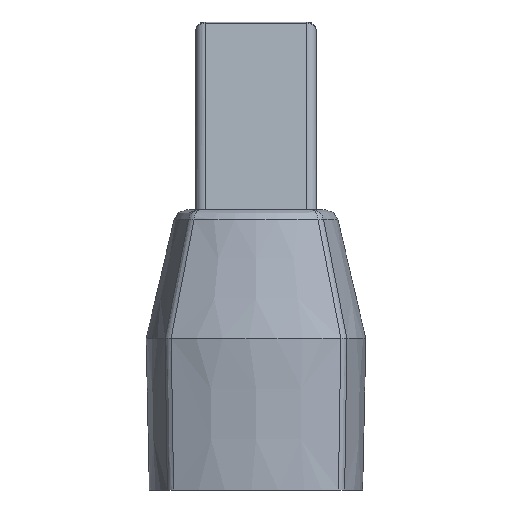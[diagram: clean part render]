
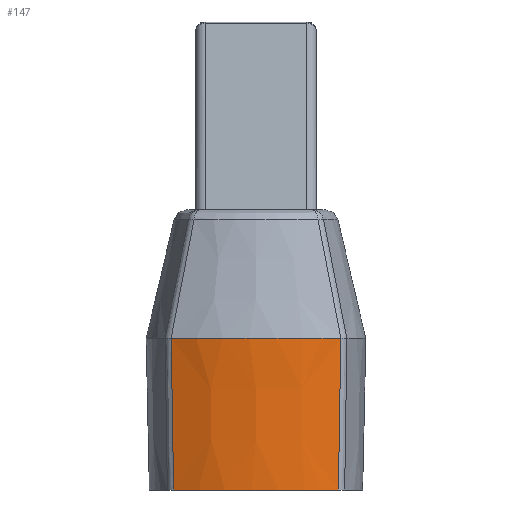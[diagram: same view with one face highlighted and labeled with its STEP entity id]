
A CAD part, left-side view. The second image highlights one B-rep face of the part: STEP entity #147.
In plain terms, the highlighted free-form (B-spline) face has degree [3, 3] with [10, 4] control points.
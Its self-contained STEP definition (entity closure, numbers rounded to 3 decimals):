
#147 = ADVANCED_FACE( '', ( #380 ), #381, .T. );
#380 = FACE_OUTER_BOUND( '', #740, .T. );
#381 = B_SPLINE_SURFACE_WITH_KNOTS( '', 3, 3, ( ( #741, #742, #743, #744 ), ( #745, #746, #747, #748 ), ( #749, #750, #751, #752 ), ( #753, #754, #755, #756 ), ( #757, #758, #759, #760 ), ( #761, #762, #763, #764 ), ( #765, #766, #767, #768 ), ( #769, #770, #771, #772 ), ( #773, #774, #775, #776 ), ( #777, #778, #779, #780 ) ), .UNSPECIFIED., .F., .F., .F., ( 4, 2, 2, 2, 4 ), ( 4, 4 ), ( 0., 0.25, 0.5, 0.75, 1. ), ( 0., 1. ), .UNSPECIFIED. );
#740 = EDGE_LOOP( '', ( #2649, #2650, #2651, #2652 ) );
#741 = CARTESIAN_POINT( '', ( -13.612, 13.612, 0. ) );
#742 = CARTESIAN_POINT( '', ( -13.73, 13.73, 7.933 ) );
#743 = CARTESIAN_POINT( '', ( -13.848, 13.848, 15.867 ) );
#744 = CARTESIAN_POINT( '', ( -13.965, 13.965, 23.8 ) );
#745 = CARTESIAN_POINT( '', ( -14.64, 11.501, 0. ) );
#746 = CARTESIAN_POINT( '', ( -14.774, 11.602, 7.933 ) );
#747 = CARTESIAN_POINT( '', ( -14.907, 11.704, 15.867 ) );
#748 = CARTESIAN_POINT( '', ( -15.041, 11.806, 23.8 ) );
#749 = CARTESIAN_POINT( '', ( -15.428, 9.273, 0. ) );
#750 = CARTESIAN_POINT( '', ( -15.574, 9.356, 7.933 ) );
#751 = CARTESIAN_POINT( '', ( -15.72, 9.439, 15.867 ) );
#752 = CARTESIAN_POINT( '', ( -15.865, 9.522, 23.8 ) );
#753 = CARTESIAN_POINT( '', ( -16.483, 4.696, 0. ) );
#754 = CARTESIAN_POINT( '', ( -16.645, 4.739, 7.933 ) );
#755 = CARTESIAN_POINT( '', ( -16.808, 4.782, 15.867 ) );
#756 = CARTESIAN_POINT( '', ( -16.97, 4.825, 23.8 ) );
#757 = CARTESIAN_POINT( '', ( -16.75, 2.348, 0. ) );
#758 = CARTESIAN_POINT( '', ( -16.917, 2.37, 7.933 ) );
#759 = CARTESIAN_POINT( '', ( -17.083, 2.391, 15.867 ) );
#760 = CARTESIAN_POINT( '', ( -17.25, 2.412, 23.8 ) );
#761 = CARTESIAN_POINT( '', ( -16.75, -2.348, 0. ) );
#762 = CARTESIAN_POINT( '', ( -16.917, -2.37, 7.933 ) );
#763 = CARTESIAN_POINT( '', ( -17.083, -2.391, 15.867 ) );
#764 = CARTESIAN_POINT( '', ( -17.25, -2.412, 23.8 ) );
#765 = CARTESIAN_POINT( '', ( -16.483, -4.696, 0. ) );
#766 = CARTESIAN_POINT( '', ( -16.645, -4.739, 7.933 ) );
#767 = CARTESIAN_POINT( '', ( -16.808, -4.782, 15.867 ) );
#768 = CARTESIAN_POINT( '', ( -16.97, -4.825, 23.8 ) );
#769 = CARTESIAN_POINT( '', ( -15.428, -9.273, 0. ) );
#770 = CARTESIAN_POINT( '', ( -15.574, -9.356, 7.933 ) );
#771 = CARTESIAN_POINT( '', ( -15.72, -9.439, 15.867 ) );
#772 = CARTESIAN_POINT( '', ( -15.865, -9.522, 23.8 ) );
#773 = CARTESIAN_POINT( '', ( -14.64, -11.501, 0. ) );
#774 = CARTESIAN_POINT( '', ( -14.774, -11.602, 7.933 ) );
#775 = CARTESIAN_POINT( '', ( -14.907, -11.704, 15.867 ) );
#776 = CARTESIAN_POINT( '', ( -15.041, -11.806, 23.8 ) );
#777 = CARTESIAN_POINT( '', ( -13.612, -13.612, 0. ) );
#778 = CARTESIAN_POINT( '', ( -13.73, -13.73, 7.933 ) );
#779 = CARTESIAN_POINT( '', ( -13.848, -13.848, 15.867 ) );
#780 = CARTESIAN_POINT( '', ( -13.965, -13.965, 23.8 ) );
#2649 = ORIENTED_EDGE( '', *, *, #3410, .T. );
#2650 = ORIENTED_EDGE( '', *, *, #3411, .T. );
#2651 = ORIENTED_EDGE( '', *, *, #3412, .F. );
#2652 = ORIENTED_EDGE( '', *, *, #3413, .T. );
#3410 = EDGE_CURVE( '', #3775, #3776, #3777, .T. );
#3411 = EDGE_CURVE( '', #3776, #3778, #3779, .T. );
#3412 = EDGE_CURVE( '', #3780, #3778, #3781, .T. );
#3413 = EDGE_CURVE( '', #3780, #3775, #3782, .T. );
#3775 = VERTEX_POINT( '', #4320 );
#3776 = VERTEX_POINT( '', #4321 );
#3777 = B_SPLINE_CURVE_WITH_KNOTS( '', 3, ( #4322, #4323, #4324, #4325, #4326, #4327, #4328, #4329, #4330, #4331 ), .UNSPECIFIED., .F., .F., ( 4, 2, 2, 2, 4 ), ( 0.026, 0.25, 0.5, 0.75, 0.974 ), .UNSPECIFIED. );
#3778 = VERTEX_POINT( '', #4332 );
#3779 = B_SPLINE_CURVE_WITH_KNOTS( '', 3, ( #4333, #4334, #4335, #4336 ), .UNSPECIFIED., .F., .F., ( 4, 4 ), ( 0., 0.024 ), .UNSPECIFIED. );
#3780 = VERTEX_POINT( '', #4337 );
#3781 = B_SPLINE_CURVE_WITH_KNOTS( '', 3, ( #4338, #4339, #4340, #4341, #4342, #4343, #4344, #4345, #4346, #4347 ), .UNSPECIFIED., .F., .F., ( 4, 2, 2, 2, 4 ), ( 0.025, 0.25, 0.5, 0.75, 0.975 ), .UNSPECIFIED. );
#3782 = B_SPLINE_CURVE_WITH_KNOTS( '', 3, ( #4348, #4349, #4350, #4351 ), .UNSPECIFIED., .F., .F., ( 4, 4 ), ( 0., 0.024 ), .UNSPECIFIED. );
#4320 = CARTESIAN_POINT( '', ( -13.928, 12.942, 0. ) );
#4321 = CARTESIAN_POINT( '', ( -13.928, -12.942, 0. ) );
#4322 = CARTESIAN_POINT( '', ( -13.928, 12.942, 0. ) );
#4323 = CARTESIAN_POINT( '', ( -14.803, 11.032, 0. ) );
#4324 = CARTESIAN_POINT( '', ( -15.483, 9.032, 0. ) );
#4325 = CARTESIAN_POINT( '', ( -16.483, 4.696, 0. ) );
#4326 = CARTESIAN_POINT( '', ( -16.75, 2.348, 0. ) );
#4327 = CARTESIAN_POINT( '', ( -16.75, -2.348, 0. ) );
#4328 = CARTESIAN_POINT( '', ( -16.483, -4.696, 0. ) );
#4329 = CARTESIAN_POINT( '', ( -15.483, -9.032, 0. ) );
#4330 = CARTESIAN_POINT( '', ( -14.803, -11.032, 0. ) );
#4331 = CARTESIAN_POINT( '', ( -13.928, -12.942, 0. ) );
#4332 = CARTESIAN_POINT( '', ( -14.278, -13.318, 23.8 ) );
#4333 = CARTESIAN_POINT( '', ( -13.928, -12.942, 0. ) );
#4334 = CARTESIAN_POINT( '', ( -14.045, -13.068, 7.933 ) );
#4335 = CARTESIAN_POINT( '', ( -14.162, -13.193, 15.867 ) );
#4336 = CARTESIAN_POINT( '', ( -14.278, -13.318, 23.8 ) );
#4337 = CARTESIAN_POINT( '', ( -14.278, 13.318, 23.8 ) );
#4338 = CARTESIAN_POINT( '', ( -14.278, 13.318, 23.8 ) );
#4339 = CARTESIAN_POINT( '', ( -15.202, 11.351, 23.8 ) );
#4340 = CARTESIAN_POINT( '', ( -15.92, 9.288, 23.8 ) );
#4341 = CARTESIAN_POINT( '', ( -16.97, 4.825, 23.8 ) );
#4342 = CARTESIAN_POINT( '', ( -17.25, 2.412, 23.8 ) );
#4343 = CARTESIAN_POINT( '', ( -17.25, -2.412, 23.8 ) );
#4344 = CARTESIAN_POINT( '', ( -16.97, -4.825, 23.8 ) );
#4345 = CARTESIAN_POINT( '', ( -15.92, -9.288, 23.8 ) );
#4346 = CARTESIAN_POINT( '', ( -15.202, -11.351, 23.8 ) );
#4347 = CARTESIAN_POINT( '', ( -14.278, -13.318, 23.8 ) );
#4348 = CARTESIAN_POINT( '', ( -14.278, 13.318, 23.8 ) );
#4349 = CARTESIAN_POINT( '', ( -14.162, 13.193, 15.867 ) );
#4350 = CARTESIAN_POINT( '', ( -14.045, 13.068, 7.933 ) );
#4351 = CARTESIAN_POINT( '', ( -13.928, 12.942, 0. ) );
